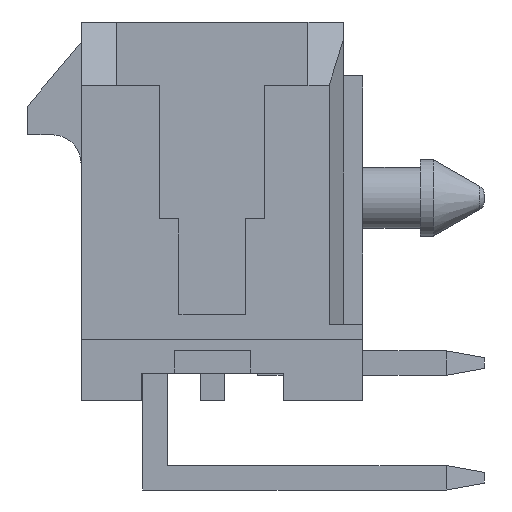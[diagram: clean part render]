
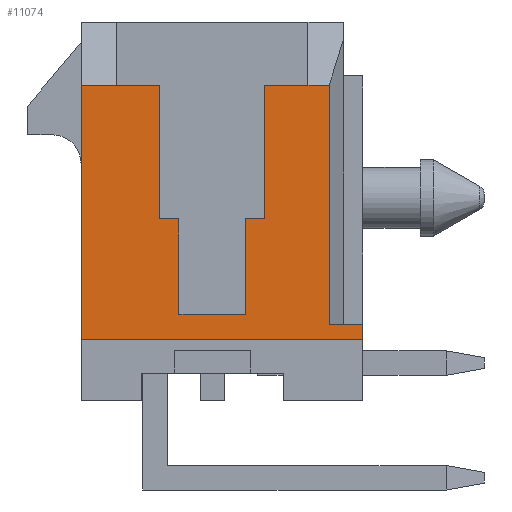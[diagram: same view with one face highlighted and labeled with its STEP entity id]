
A CAD part, left-side view. The second image highlights one B-rep face of the part: STEP entity #11074.
In plain terms, the highlighted planar face has unit normal (-1, 0, 0).
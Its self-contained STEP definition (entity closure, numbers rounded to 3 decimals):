
#1=DIRECTION('',(0.,0.,-1.));
#2=VECTOR('',#1,3.5);
#3=CARTESIAN_POINT('',(-16.825,-1.375,3.3));
#4=LINE('',#3,#2);
#5=DIRECTION('',(0.,1.,0.));
#6=VECTOR('',#5,1.125);
#7=CARTESIAN_POINT('',(-16.825,-2.5,3.3));
#8=LINE('',#7,#6);
#9=DIRECTION('',(0.,-1.,0.));
#10=VECTOR('',#9,0.555);
#11=CARTESIAN_POINT('',(-16.825,-2.5,3.3));
#12=LINE('',#11,#10);
#13=DIRECTION('',(0.,0.,-1.));
#14=VECTOR('',#13,6.26);
#15=CARTESIAN_POINT('',(-16.825,-3.055,3.3));
#16=LINE('',#15,#14);
#17=DIRECTION('',(0.,0.,-1.));
#18=VECTOR('',#17,0.4);
#19=CARTESIAN_POINT('',(-16.825,-3.935,-2.96));
#20=LINE('',#19,#18);
#21=DIRECTION('',(0.,1.,0.));
#22=VECTOR('',#21,7.37);
#23=CARTESIAN_POINT('',(-16.825,-3.935,-3.36));
#24=LINE('',#23,#22);
#25=DIRECTION('',(0.,0.,1.));
#26=VECTOR('',#25,6.66);
#27=CARTESIAN_POINT('',(-16.825,3.435,-3.36));
#28=LINE('',#27,#26);
#29=DIRECTION('',(0.,-1.,0.));
#30=VECTOR('',#29,0.935);
#31=CARTESIAN_POINT('',(-16.825,3.435,3.3));
#32=LINE('',#31,#30);
#33=DIRECTION('',(0.,1.,0.));
#34=VECTOR('',#33,1.125);
#35=CARTESIAN_POINT('',(-16.825,1.375,3.3));
#36=LINE('',#35,#34);
#37=DIRECTION('',(0.,0.,-1.));
#38=VECTOR('',#37,3.5);
#39=CARTESIAN_POINT('',(-16.825,1.375,3.3));
#40=LINE('',#39,#38);
#41=DIRECTION('',(0.,1.,0.));
#42=VECTOR('',#41,0.5);
#43=CARTESIAN_POINT('',(-16.825,0.875,-0.2));
#44=LINE('',#43,#42);
#45=DIRECTION('',(0.,0.,1.));
#46=VECTOR('',#45,2.5);
#47=CARTESIAN_POINT('',(-16.825,0.875,-2.7));
#48=LINE('',#47,#46);
#49=DIRECTION('',(0.,1.,0.));
#50=VECTOR('',#49,1.75);
#51=CARTESIAN_POINT('',(-16.825,-0.875,-2.7));
#52=LINE('',#51,#50);
#53=DIRECTION('',(0.,0.,-1.));
#54=VECTOR('',#53,2.5);
#55=CARTESIAN_POINT('',(-16.825,-0.875,-0.2));
#56=LINE('',#55,#54);
#57=DIRECTION('',(0.,1.,0.));
#58=VECTOR('',#57,0.5);
#59=CARTESIAN_POINT('',(-16.825,-1.375,-0.2));
#60=LINE('',#59,#58);
#8277=DIRECTION('',(0.,1.,0.));
#8278=VECTOR('',#8277,0.88);
#8279=CARTESIAN_POINT('',(-16.825,-3.935,-2.96));
#8280=LINE('',#8279,#8278);
#8446=CARTESIAN_POINT('',(-16.825,3.435,3.3));
#8448=VERTEX_POINT('',#8446);
#8491=CARTESIAN_POINT('',(-16.825,-3.935,-2.96));
#8492=CARTESIAN_POINT('',(-16.825,-3.055,-2.96));
#8493=VERTEX_POINT('',#8491);
#8494=VERTEX_POINT('',#8492);
#8499=CARTESIAN_POINT('',(-16.825,2.5,3.3));
#8500=VERTEX_POINT('',#8499);
#8501=CARTESIAN_POINT('',(-16.825,-2.5,3.3));
#8502=VERTEX_POINT('',#8501);
#8503=CARTESIAN_POINT('',(-16.825,-3.055,3.3));
#8504=VERTEX_POINT('',#8503);
#8743=CARTESIAN_POINT('',(-16.825,-1.375,3.3));
#8744=CARTESIAN_POINT('',(-16.825,-1.375,-0.2));
#8745=VERTEX_POINT('',#8743);
#8746=VERTEX_POINT('',#8744);
#8747=CARTESIAN_POINT('',(-16.825,-0.875,-0.2));
#8748=VERTEX_POINT('',#8747);
#8749=CARTESIAN_POINT('',(-16.825,-0.875,-2.7));
#8750=VERTEX_POINT('',#8749);
#8751=CARTESIAN_POINT('',(-16.825,0.875,-2.7));
#8752=VERTEX_POINT('',#8751);
#8753=CARTESIAN_POINT('',(-16.825,0.875,-0.2));
#8754=VERTEX_POINT('',#8753);
#8755=CARTESIAN_POINT('',(-16.825,1.375,-0.2));
#8756=VERTEX_POINT('',#8755);
#8757=CARTESIAN_POINT('',(-16.825,1.375,3.3));
#8758=VERTEX_POINT('',#8757);
#9633=CARTESIAN_POINT('',(-16.825,-3.935,-3.36));
#9634=CARTESIAN_POINT('',(-16.825,3.435,-3.36));
#9635=VERTEX_POINT('',#9633);
#9636=VERTEX_POINT('',#9634);
#11035=CARTESIAN_POINT('',(-16.825,0.,0.));
#11036=DIRECTION('',(1.,0.,0.));
#11037=DIRECTION('',(0.,0.,-1.));
#11038=AXIS2_PLACEMENT_3D('',#11035,#11036,#11037);
#11039=PLANE('',#11038);
#11041=ORIENTED_EDGE('',*,*,#11040,.F.);
#11043=ORIENTED_EDGE('',*,*,#11042,.F.);
#11045=ORIENTED_EDGE('',*,*,#11044,.T.);
#11047=ORIENTED_EDGE('',*,*,#11046,.T.);
#11049=ORIENTED_EDGE('',*,*,#11048,.F.);
#11051=ORIENTED_EDGE('',*,*,#11050,.T.);
#11053=ORIENTED_EDGE('',*,*,#11052,.T.);
#11055=ORIENTED_EDGE('',*,*,#11054,.T.);
#11057=ORIENTED_EDGE('',*,*,#11056,.T.);
#11059=ORIENTED_EDGE('',*,*,#11058,.F.);
#11061=ORIENTED_EDGE('',*,*,#11060,.T.);
#11063=ORIENTED_EDGE('',*,*,#11062,.F.);
#11065=ORIENTED_EDGE('',*,*,#11064,.F.);
#11067=ORIENTED_EDGE('',*,*,#11066,.F.);
#11069=ORIENTED_EDGE('',*,*,#11068,.F.);
#11071=ORIENTED_EDGE('',*,*,#11070,.F.);
#11072=EDGE_LOOP('',(#11041,#11043,#11045,#11047,#11049,#11051,#11053,#11055,
#11057,#11059,#11061,#11063,#11065,#11067,#11069,#11071));
#11073=FACE_OUTER_BOUND('',#11072,.F.);
#11074=ADVANCED_FACE('',(#11073),#11039,.F.);
#11040=EDGE_CURVE('',#8745,#8746,#4,.T.);
#11042=EDGE_CURVE('',#8502,#8745,#8,.T.);
#11044=EDGE_CURVE('',#8502,#8504,#12,.T.);
#11046=EDGE_CURVE('',#8504,#8494,#16,.T.);
#11048=EDGE_CURVE('',#8493,#8494,#8280,.T.);
#11050=EDGE_CURVE('',#8493,#9635,#20,.T.);
#11052=EDGE_CURVE('',#9635,#9636,#24,.T.);
#11054=EDGE_CURVE('',#9636,#8448,#28,.T.);
#11056=EDGE_CURVE('',#8448,#8500,#32,.T.);
#11058=EDGE_CURVE('',#8758,#8500,#36,.T.);
#11060=EDGE_CURVE('',#8758,#8756,#40,.T.);
#11062=EDGE_CURVE('',#8754,#8756,#44,.T.);
#11064=EDGE_CURVE('',#8752,#8754,#48,.T.);
#11066=EDGE_CURVE('',#8750,#8752,#52,.T.);
#11068=EDGE_CURVE('',#8748,#8750,#56,.T.);
#11070=EDGE_CURVE('',#8746,#8748,#60,.T.);
